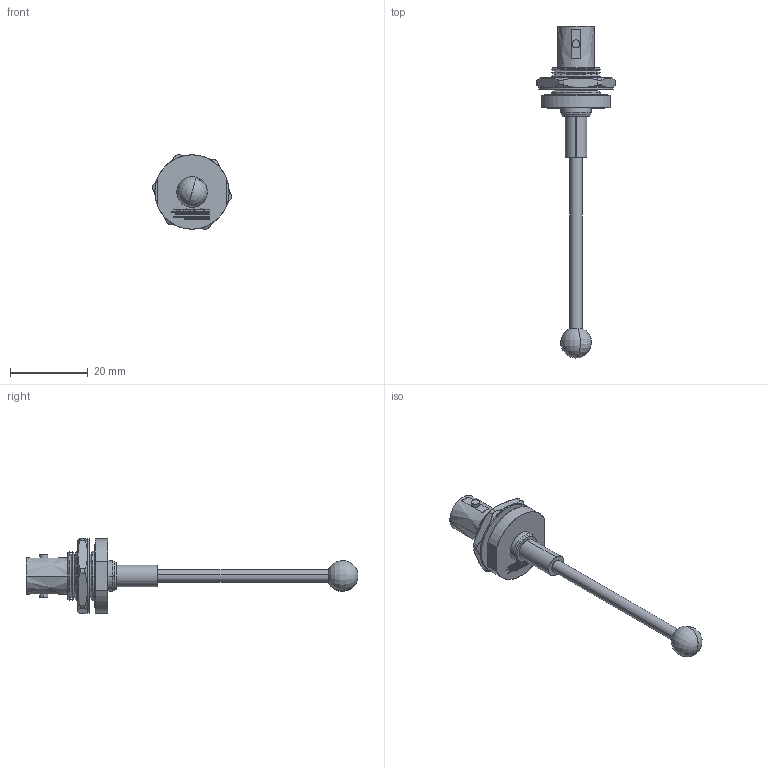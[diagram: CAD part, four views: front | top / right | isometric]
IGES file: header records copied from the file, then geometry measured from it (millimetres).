
Start section: SolidWorks IGES file using analytic representation for surfaces
Global section: file name: ADS-B Transponder.IGS; native system: SolidWorks 2019; preprocessor: SolidWorks 2019; author: TWright; date: 190208.114043; units: inch
Bounding box: 20.27 x 85.17 x 19.09 mm (x, y, z)
Surface area: 3276.2 mm2 (no closed solid volume)
Topology: 0 solids, 0 shells, 3363 faces, 26729 edges, 26725 vertices
Faces by surface type: bspline 3194, revolution 169
